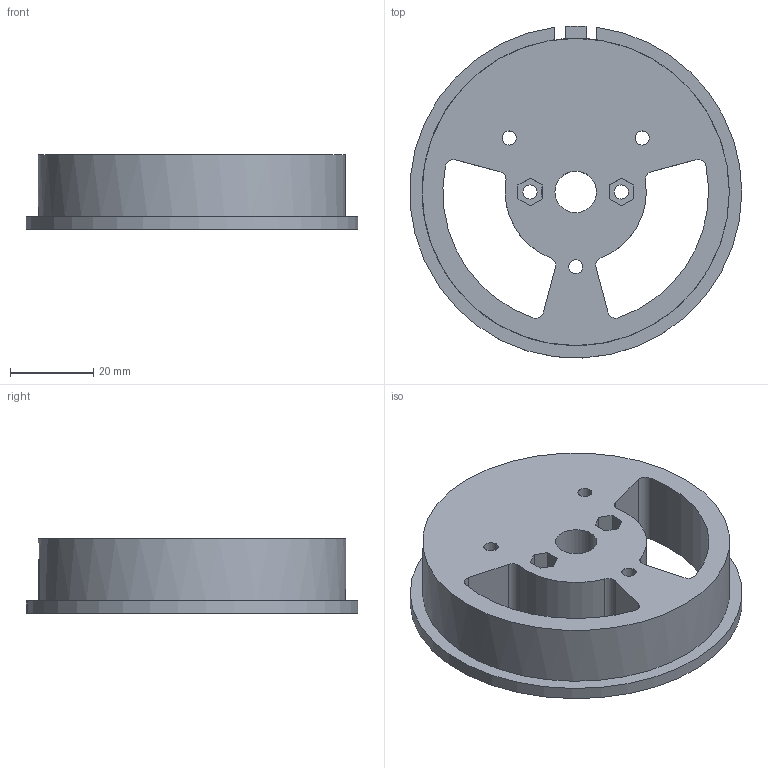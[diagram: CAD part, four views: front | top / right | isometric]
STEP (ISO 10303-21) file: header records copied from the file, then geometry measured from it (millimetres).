
FILE_DESCRIPTION(('FreeCAD Model'),'2;1');
FILE_NAME('Art3Pulley.step', '2017-01-10T08:57:46',('Author'),(''), 'Open CASCADE STEP processor 6.8','FreeCAD','Unknown');
FILE_SCHEMA(('AUTOMOTIVE_DESIGN_CC2 { 1 2 10303 214 -1 1 5 4 }'));
Length unit declared in the file: millimetre
Products named in the file (2): ASSEMBLY; Art3Pulley
Assembly tree (1 placements, depth 2):
  ASSEMBLY
    Art3Pulley
Bounding box: 79.86 x 79.96 x 18 mm (x, y, z)
Volume: 52303.1 mm3; surface area: 19168.7 mm2
Topology: 1 solids, 1 shells, 81 faces, 233 edges, 157 vertices
Faces by surface type: plane 54, cylinder 27
Full cylindrical faces by diameter (mm): 3.4 x7, 5.9 x3, 10 x1, 16.4 x1, 74 x1
Entity records: 7483 total; most frequent: CARTESIAN_POINT 2946, DIRECTION 796, LINE 471, VECTOR 471, ORIENTED_EDGE 466, PCURVE 466, DEFINITIONAL_REPRESENTATION 466, EDGE_CURVE 233
